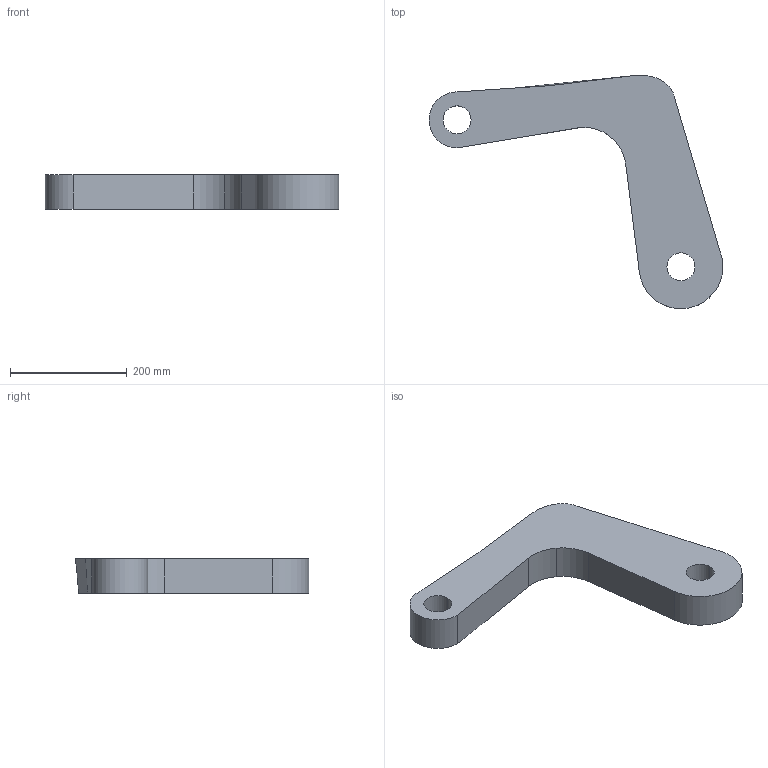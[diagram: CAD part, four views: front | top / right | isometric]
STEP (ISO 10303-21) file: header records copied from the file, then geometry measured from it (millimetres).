
FILE_DESCRIPTION(('STEP AP214'),'1');
FILE_NAME('DemEx6woBlends-1.stp','2013-01-18T13:44:59',(' '),(' '),'Spatial InterOp 3D',' ',' ');
FILE_SCHEMA(('automotive_design'));
Length unit declared in the file: metre
Products named in the file (1): 1
Bounding box: 502.94 x 399.53 x 59.87 mm (x, y, z)
Volume: 3722730.4 mm3; surface area: 259661.8 mm2
Topology: 1 solids, 1 shells, 23 faces, 60 edges, 41 vertices
Faces by surface type: cylinder 9, plane 7, extrusion 4, bspline 3
Entity records: 2034 total; most frequent: CARTESIAN_POINT 1277, ORIENTED_EDGE 120, DIRECTION 95, EDGE_CURVE 60, VERTEX_POINT 41, AXIS2_PLACEMENT_3D 35, EDGE_LOOP 29, B_SPLINE_CURVE_WITH_KNOTS 25
